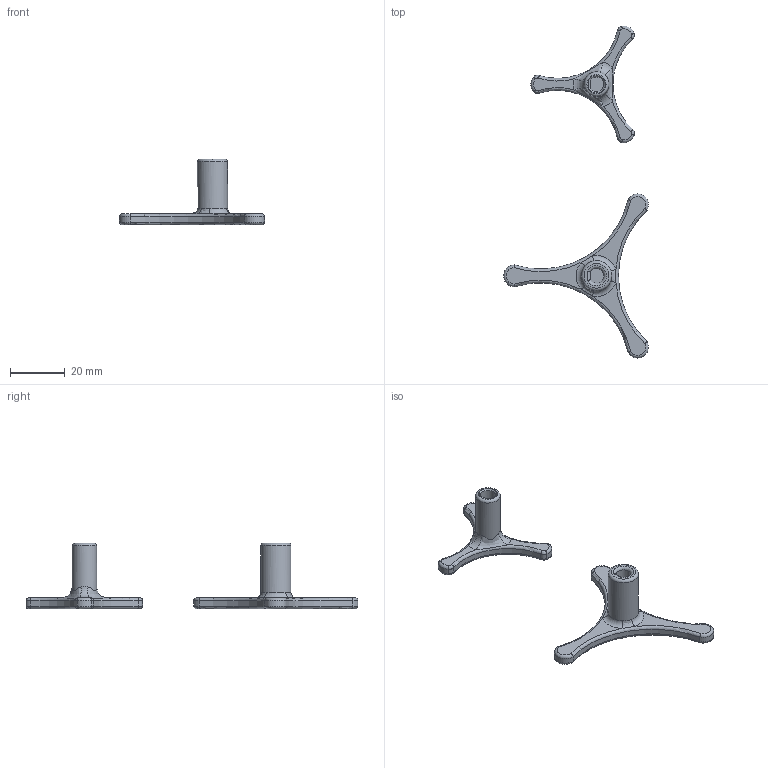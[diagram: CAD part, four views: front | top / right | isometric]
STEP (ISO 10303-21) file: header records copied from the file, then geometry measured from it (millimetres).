
FILE_DESCRIPTION(/* description */ (''),/* implementation_level */ '2;1');
FILE_NAME(/* name */ 'Stepper Knob.stp',/* time_stamp */ '2015-10-19T19:15:19+01:00',/* author */ (''),/* organization */ (''),/* preprocessor_version */ 'ST-DEVELOPER v15.2',/* originating_system */ 'Autodesk Translator Framework v2.0.0.5431',/* authorisation */ '');
FILE_SCHEMA (('AUTOMOTIVE_DESIGN { 1 0 10303 214 3 1 1 }'));
Length unit declared in the file: centimetre
Products named in the file (1): Stepper Knob
Bounding box: 53 x 121.3 x 24 mm (x, y, z)
Volume: 6764.4 mm3; surface area: 5176.5 mm2
Topology: 2 solids, 2 shells, 90 faces, 198 edges, 114 vertices
Faces by surface type: torus 33, cylinder 23, bspline 18, plane 15, cone 1
Full cylindrical faces by diameter (mm): 9 x1, 11 x1
Entity records: 3203 total; most frequent: CARTESIAN_POINT 1263, DIRECTION 446, ORIENTED_EDGE 384, AXIS2_PLACEMENT_3D 209, EDGE_CURVE 192, CIRCLE 136, VERTEX_POINT 112, EDGE_LOOP 96
